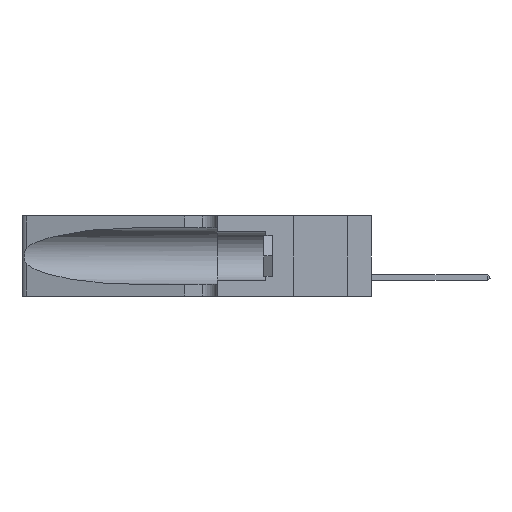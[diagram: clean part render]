
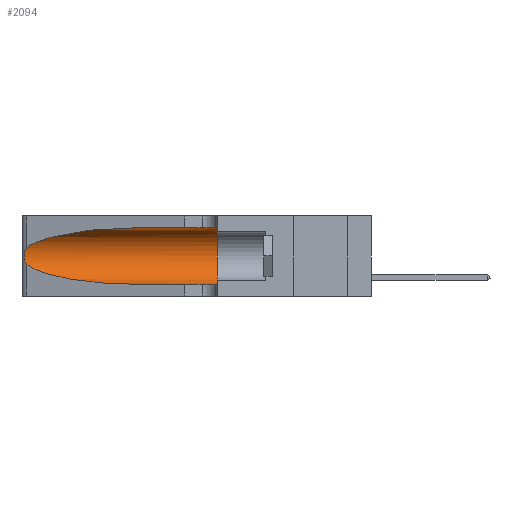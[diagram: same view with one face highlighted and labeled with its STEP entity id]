
A CAD part, left-side view. The second image highlights one B-rep face of the part: STEP entity #2094.
In plain terms, the highlighted cylindrical face has radius 3.308 mm (diameter 6.617 mm), a partial arc.
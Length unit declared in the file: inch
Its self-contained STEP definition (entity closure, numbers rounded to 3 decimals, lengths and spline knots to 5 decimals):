
#1304 = CARTESIAN_POINT ( 'NONE',  ( 0.25555, 1.22994, 0.2215 ) ) ;
#2022 = CARTESIAN_POINT ( 'NONE',  ( 0.1305, 0.35, 0.31525 ) ) ;
#2094 = ADVANCED_FACE ( 'NONE', ( #18732 ), #15436, .F. ) ;
#4241 = CARTESIAN_POINT ( 'NONE',  ( 0.26018, 1.23835, 0.19895 ) ) ;
#4754 = AXIS2_PLACEMENT_3D ( 'NONE', #26566, #29620, #33111 ) ;
#5141 = AXIS2_PLACEMENT_3D ( 'NONE', #37563, #21769, #37009 ) ;
#6579 = ORIENTED_EDGE ( 'NONE', *, *, #21519, .T. ) ;
#6829 = CARTESIAN_POINT ( 'NONE',  ( 0.25487, 1.22718, 0.22369 ) ) ;
#6965 = CARTESIAN_POINT ( 'NONE',  ( 0.18966, 0.96281, 0.31525 ) ) ;
#7154 = VERTEX_POINT ( 'NONE', #21995 ) ;
#7256 = DIRECTION ( 'NONE',  ( 0., -1., 0. ) ) ;
#7354 = CARTESIAN_POINT ( 'NONE',  ( 0.25639, 1.23186, 0.15144 ) ) ;
#7606 = CARTESIAN_POINT ( 'NONE',  ( 0.26075, 1.23896, 0.178 ) ) ;
#7885 = CARTESIAN_POINT ( 'NONE',  ( 0.25856, 1.23593, 0.16098 ) ) ;
#8225 = VECTOR ( 'NONE', #23318, 39.37008 ) ;
#9622 = CARTESIAN_POINT ( 'NONE',  ( 0.2373, 1.15595, 0.28018 ) ) ;
#9629 = EDGE_CURVE ( 'NONE', #22602, #7154, #22485, .T. ) ;
#9831 = CARTESIAN_POINT ( 'NONE',  ( 0.1305, 0.72297, 0.05475 ) ) ;
#10619 =( BOUNDED_CURVE ( )  B_SPLINE_CURVE ( 3, ( #31375, #6965, #9622, #6829 ),
 .UNSPECIFIED., .F., .F. ) 
 B_SPLINE_CURVE_WITH_KNOTS ( ( 4, 4 ),
 ( 1.5708, 2.84003 ),
 .UNSPECIFIED. ) 
 CURVE ( )  GEOMETRIC_REPRESENTATION_ITEM ( )  RATIONAL_B_SPLINE_CURVE ( ( 1., 0.87, 0.87, 1. ) ) 
 REPRESENTATION_ITEM ( '' )  );
#13058 = CARTESIAN_POINT ( 'NONE',  ( 0.1305, 1.61858, 0.31525 ) ) ;
#13911 = ORIENTED_EDGE ( 'NONE', *, *, #26713, .F. ) ;
#14403 = LINE ( 'NONE', #16943, #8225 ) ;
#15436 = CYLINDRICAL_SURFACE ( 'NONE', #4754, 0.13025 ) ;
#15711 = CARTESIAN_POINT ( 'NONE',  ( 0.1305, 0.72297, 0.05475 ) ) ;
#15874 = CIRCLE ( 'NONE', #5141, 0.13025 ) ;
#16608 = CARTESIAN_POINT ( 'NONE',  ( 0.25555, 1.22993, 0.14849 ) ) ;
#16754 = CARTESIAN_POINT ( 'NONE',  ( 0.25639, 1.23184, 0.21858 ) ) ;
#16791 = ORIENTED_EDGE ( 'NONE', *, *, #9629, .T. ) ;
#16943 = CARTESIAN_POINT ( 'NONE',  ( 0.1305, 1.61858, 0.05475 ) ) ;
#18130 = ORIENTED_EDGE ( 'NONE', *, *, #28156, .F. ) ;
#18732 = FACE_OUTER_BOUND ( 'NONE', #22120, .T. ) ;
#19759 = CARTESIAN_POINT ( 'NONE',  ( 0.25487, 1.22718, 0.14631 ) ) ;
#19786 = CARTESIAN_POINT ( 'NONE',  ( 0.25789, 1.23486, 0.15765 ) ) ;
#20306 = ORIENTED_EDGE ( 'NONE', *, *, #32797, .T. ) ;
#21519 = EDGE_CURVE ( 'NONE', #7154, #27697, #29605, .T. ) ;
#21769 = DIRECTION ( 'NONE',  ( 0., 1., 0. ) ) ;
#21995 = CARTESIAN_POINT ( 'NONE',  ( 0.25487, 1.22718, 0.14631 ) ) ;
#22065 = CARTESIAN_POINT ( 'NONE',  ( 0.18966, 0.96281, 0.05475 ) ) ;
#22120 = EDGE_LOOP ( 'NONE', ( #25067, #16791, #6579, #20306, #13911, #18130 ) ) ;
#22388 = VECTOR ( 'NONE', #7256, 39.37008 ) ;
#22485 = B_SPLINE_CURVE_WITH_KNOTS ( 'NONE', 3,
 ( #22707, #1304, #16754, #22852, #25901, #4241, #32060, #7606, #35147, #7885, #19786, #7354, #16608, #28548 ),
 .UNSPECIFIED., .F., .F.,
 ( 4, 2, 2, 2, 2, 2, 4 ),
 ( 0., 0.00027, 0.00053, 0.00107, 0.0016, 0.00187, 0.00214 ),
 .UNSPECIFIED. ) ;
#22602 = VERTEX_POINT ( 'NONE', #30904 ) ;
#22707 = CARTESIAN_POINT ( 'NONE',  ( 0.25487, 1.22718, 0.22369 ) ) ;
#22852 = CARTESIAN_POINT ( 'NONE',  ( 0.25787, 1.23484, 0.2124 ) ) ;
#23318 = DIRECTION ( 'NONE',  ( 0., -1., 0. ) ) ;
#25002 = CARTESIAN_POINT ( 'NONE',  ( 0.2373, 1.15595, 0.08982 ) ) ;
#25067 = ORIENTED_EDGE ( 'NONE', *, *, #35869, .T. ) ;
#25901 = CARTESIAN_POINT ( 'NONE',  ( 0.25854, 1.2359, 0.20912 ) ) ;
#26566 = CARTESIAN_POINT ( 'NONE',  ( 0.1305, 1.61858, 0.185 ) ) ;
#26713 = EDGE_CURVE ( 'NONE', #27423, #29943, #15874, .T. ) ;
#27423 = VERTEX_POINT ( 'NONE', #2022 ) ;
#27697 = VERTEX_POINT ( 'NONE', #9831 ) ;
#28156 = EDGE_CURVE ( 'NONE', #31868, #27423, #35363, .T. ) ;
#28548 = CARTESIAN_POINT ( 'NONE',  ( 0.25487, 1.22718, 0.14631 ) ) ;
#29605 =( BOUNDED_CURVE ( )  B_SPLINE_CURVE ( 3, ( #19759, #25002, #22065, #15711 ),
 .UNSPECIFIED., .F., .F. ) 
 B_SPLINE_CURVE_WITH_KNOTS ( ( 4, 4 ),
 ( 3.44316, 4.71239 ),
 .UNSPECIFIED. ) 
 CURVE ( )  GEOMETRIC_REPRESENTATION_ITEM ( )  RATIONAL_B_SPLINE_CURVE ( ( 1., 0.87, 0.87, 1. ) ) 
 REPRESENTATION_ITEM ( '' )  );
#29620 = DIRECTION ( 'NONE',  ( 0., -1., 0. ) ) ;
#29943 = VERTEX_POINT ( 'NONE', #35564 ) ;
#30904 = CARTESIAN_POINT ( 'NONE',  ( 0.25487, 1.22718, 0.22369 ) ) ;
#31375 = CARTESIAN_POINT ( 'NONE',  ( 0.1305, 0.72297, 0.31525 ) ) ;
#31868 = VERTEX_POINT ( 'NONE', #32835 ) ;
#32060 = CARTESIAN_POINT ( 'NONE',  ( 0.26075, 1.23896, 0.19203 ) ) ;
#32797 = EDGE_CURVE ( 'NONE', #27697, #29943, #14403, .T. ) ;
#32835 = CARTESIAN_POINT ( 'NONE',  ( 0.1305, 0.72297, 0.31525 ) ) ;
#33111 = DIRECTION ( 'NONE',  ( 0., 0., -1. ) ) ;
#35147 = CARTESIAN_POINT ( 'NONE',  ( 0.26017, 1.23833, 0.17102 ) ) ;
#35363 = LINE ( 'NONE', #13058, #22388 ) ;
#35564 = CARTESIAN_POINT ( 'NONE',  ( 0.1305, 0.35, 0.05475 ) ) ;
#35869 = EDGE_CURVE ( 'NONE', #31868, #22602, #10619, .T. ) ;
#37009 = DIRECTION ( 'NONE',  ( 0., 0., 1. ) ) ;
#37563 = CARTESIAN_POINT ( 'NONE',  ( 0.1305, 0.35, 0.185 ) ) ;
